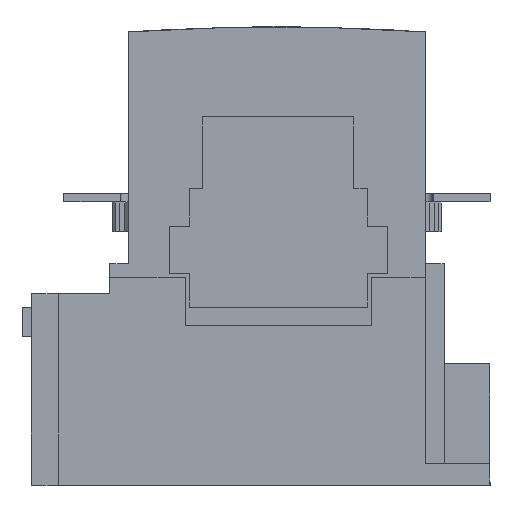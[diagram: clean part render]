
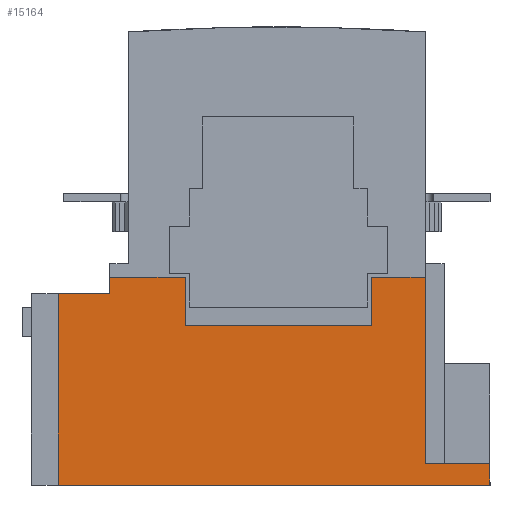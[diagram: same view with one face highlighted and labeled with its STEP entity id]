
A CAD part, left-side view. The second image highlights one B-rep face of the part: STEP entity #15164.
In plain terms, the highlighted planar face has unit normal (-1, 0, 0).
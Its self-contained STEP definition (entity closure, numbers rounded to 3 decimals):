
#880 = CARTESIAN_POINT ( 'NONE',  ( -60., -80., 8. ) ) ;
#881 = DIRECTION ( 'NONE',  ( 0., -1., 0. ) ) ;
#882 = VECTOR ( 'NONE', #881, 1000. ) ;
#883 = CARTESIAN_POINT ( 'NONE',  ( -60., -1., 8. ) ) ;
#884 = LINE ( 'NONE', #883, #882 ) ;
#885 = CARTESIAN_POINT ( 'NONE',  ( -60., -56., 8. ) ) ;
#974 = CARTESIAN_POINT ( 'NONE',  ( -60., 33., 77. ) ) ;
#975 = DIRECTION ( 'NONE',  ( 0., -1., 0. ) ) ;
#976 = VECTOR ( 'NONE', #975, 1000. ) ;
#977 = CARTESIAN_POINT ( 'NONE',  ( -60., -1., 77. ) ) ;
#978 = LINE ( 'NONE', #977, #976 ) ;
#999 = CARTESIAN_POINT ( 'NONE',  ( -60., 61., 77. ) ) ;
#1000 = DIRECTION ( 'NONE',  ( 0., 0., 1. ) ) ;
#1001 = VECTOR ( 'NONE', #1000, 1000. ) ;
#1002 = CARTESIAN_POINT ( 'NONE',  ( -60., 61., -622.589 ) ) ;
#1003 = LINE ( 'NONE', #1002, #1001 ) ;
#1004 = CARTESIAN_POINT ( 'NONE',  ( -60., 61., 71. ) ) ;
#1009 = CARTESIAN_POINT ( 'NONE',  ( -60., 33., 59. ) ) ;
#1073 = DIRECTION ( 'NONE',  ( 0., 0., -1. ) ) ;
#1074 = VECTOR ( 'NONE', #1073, 1000. ) ;
#1075 = CARTESIAN_POINT ( 'NONE',  ( -60., -56., -622.589 ) ) ;
#1076 = LINE ( 'NONE', #1075, #1074 ) ;
#1117 = DIRECTION ( 'NONE',  ( 0., 0., 1. ) ) ;
#1118 = VECTOR ( 'NONE', #1117, 1000. ) ;
#1119 = CARTESIAN_POINT ( 'NONE',  ( -60., -36., -622.589 ) ) ;
#1120 = LINE ( 'NONE', #1119, #1118 ) ;
#1122 = CARTESIAN_POINT ( 'NONE',  ( -60., -36., 77. ) ) ;
#1143 = DIRECTION ( 'NONE',  ( 0., 0., -1. ) ) ;
#1144 = VECTOR ( 'NONE', #1143, 1000. ) ;
#1145 = CARTESIAN_POINT ( 'NONE',  ( -60., 33., -622.589 ) ) ;
#1146 = LINE ( 'NONE', #1145, #1144 ) ;
#1148 = CARTESIAN_POINT ( 'NONE',  ( -60., -56., 77. ) ) ;
#1149 = DIRECTION ( 'NONE',  ( 0., -1., 0. ) ) ;
#1150 = VECTOR ( 'NONE', #1149, 1000. ) ;
#1151 = CARTESIAN_POINT ( 'NONE',  ( -60., -1., 77. ) ) ;
#1152 = LINE ( 'NONE', #1151, #1150 ) ;
#1172 = DIRECTION ( 'NONE',  ( 0., -1., 0. ) ) ;
#1173 = VECTOR ( 'NONE', #1172, 1000. ) ;
#1174 = CARTESIAN_POINT ( 'NONE',  ( -60., -1., 59. ) ) ;
#1175 = LINE ( 'NONE', #1174, #1173 ) ;
#1177 = CARTESIAN_POINT ( 'NONE',  ( -60., -36., 59. ) ) ;
#1262 = DIRECTION ( 'NONE',  ( 0., -1., 0. ) ) ;
#1263 = VECTOR ( 'NONE', #1262, 1000. ) ;
#1264 = CARTESIAN_POINT ( 'NONE',  ( -60., -1., 71. ) ) ;
#1265 = LINE ( 'NONE', #1264, #1263 ) ;
#1267 = CARTESIAN_POINT ( 'NONE',  ( -60., 80., 71. ) ) ;
#1511 = DIRECTION ( 'NONE',  ( 0., 1., 0. ) ) ;
#1512 = VECTOR ( 'NONE', #1511, 1000. ) ;
#1513 = CARTESIAN_POINT ( 'NONE',  ( -60., 80., 0. ) ) ;
#1514 = LINE ( 'NONE', #1513, #1512 ) ;
#1516 = CARTESIAN_POINT ( 'NONE',  ( -60., 80., 0. ) ) ;
#1517 = DIRECTION ( 'NONE',  ( 0., 0., 1. ) ) ;
#1518 = VECTOR ( 'NONE', #1517, 1000. ) ;
#1519 = CARTESIAN_POINT ( 'NONE',  ( -60., 80., 71. ) ) ;
#1520 = LINE ( 'NONE', #1519, #1518 ) ;
#1543 = FACE_OUTER_BOUND ( 'NONE', #15165, .T. ) ;
#1573 = CARTESIAN_POINT ( 'NONE',  ( -60., -80., 0. ) ) ;
#1574 = DIRECTION ( 'NONE',  ( 0., 0., -1. ) ) ;
#1575 = VECTOR ( 'NONE', #1574, 1000. ) ;
#1576 = CARTESIAN_POINT ( 'NONE',  ( -60., -80., -622.589 ) ) ;
#1577 = LINE ( 'NONE', #1576, #1575 ) ;
#1578 = DIRECTION ( 'NONE',  ( 0., 1., 0. ) ) ;
#1579 = DIRECTION ( 'NONE',  ( 1., 0., 0. ) ) ;
#1580 = CARTESIAN_POINT ( 'NONE',  ( -60., -1., -622.589 ) ) ;
#1581 = AXIS2_PLACEMENT_3D ( 'NONE', #1580, #1579, #1578 ) ;
#1582 = PLANE ( 'NONE',  #1581 ) ;
#14864 = VERTEX_POINT ( 'NONE', #885 ) ;
#14866 = EDGE_CURVE ( 'NONE', #14864, #14867, #884, .T. ) ;
#14867 = VERTEX_POINT ( 'NONE', #880 ) ;
#14899 = EDGE_CURVE ( 'NONE', #14919, #14900, #978, .T. ) ;
#14900 = VERTEX_POINT ( 'NONE', #974 ) ;
#14908 = VERTEX_POINT ( 'NONE', #1009 ) ;
#14916 = VERTEX_POINT ( 'NONE', #1004 ) ;
#14918 = EDGE_CURVE ( 'NONE', #14916, #14919, #1003, .T. ) ;
#14919 = VERTEX_POINT ( 'NONE', #999 ) ;
#14953 = EDGE_CURVE ( 'NONE', #14966, #14864, #1076, .T. ) ;
#14955 = VERTEX_POINT ( 'NONE', #1122 ) ;
#14959 = EDGE_CURVE ( 'NONE', #14972, #14955, #1120, .T. ) ;
#14965 = EDGE_CURVE ( 'NONE', #14955, #14966, #1152, .T. ) ;
#14966 = VERTEX_POINT ( 'NONE', #1148 ) ;
#14967 = EDGE_CURVE ( 'NONE', #14900, #14908, #1146, .T. ) ;
#14972 = VERTEX_POINT ( 'NONE', #1177 ) ;
#14976 = EDGE_CURVE ( 'NONE', #14908, #14972, #1175, .T. ) ;
#14994 = VERTEX_POINT ( 'NONE', #1267 ) ;
#14997 = EDGE_CURVE ( 'NONE', #14994, #14916, #1265, .T. ) ;
#15149 = ORIENTED_EDGE ( 'NONE', *, *, #14997, .F. ) ;
#15150 = ORIENTED_EDGE ( 'NONE', *, *, #15151, .F. ) ;
#15151 = EDGE_CURVE ( 'NONE', #15152, #14994, #1520, .T. ) ;
#15152 = VERTEX_POINT ( 'NONE', #1516 ) ;
#15153 = ORIENTED_EDGE ( 'NONE', *, *, #15154, .F. ) ;
#15154 = EDGE_CURVE ( 'NONE', #15174, #15152, #1514, .T. ) ;
#15155 = ORIENTED_EDGE ( 'NONE', *, *, #15173, .F. ) ;
#15156 = ORIENTED_EDGE ( 'NONE', *, *, #14866, .F. ) ;
#15157 = ORIENTED_EDGE ( 'NONE', *, *, #14953, .F. ) ;
#15164 = ADVANCED_FACE ( 'NONE', ( #1543 ), #1582, .F. ) ;
#15165 = EDGE_LOOP ( 'NONE', ( #15166, #15167, #15168, #15169, #15170, #15234, #15149, #15150, #15153, #15155, #15156, #15157 ) ) ;
#15166 = ORIENTED_EDGE ( 'NONE', *, *, #14965, .F. ) ;
#15167 = ORIENTED_EDGE ( 'NONE', *, *, #14959, .F. ) ;
#15168 = ORIENTED_EDGE ( 'NONE', *, *, #14976, .F. ) ;
#15169 = ORIENTED_EDGE ( 'NONE', *, *, #14967, .F. ) ;
#15170 = ORIENTED_EDGE ( 'NONE', *, *, #14899, .F. ) ;
#15173 = EDGE_CURVE ( 'NONE', #14867, #15174, #1577, .T. ) ;
#15174 = VERTEX_POINT ( 'NONE', #1573 ) ;
#15234 = ORIENTED_EDGE ( 'NONE', *, *, #14918, .F. ) ;
